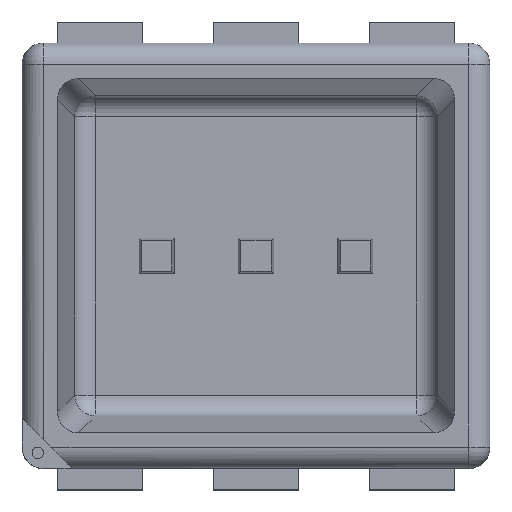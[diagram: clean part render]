
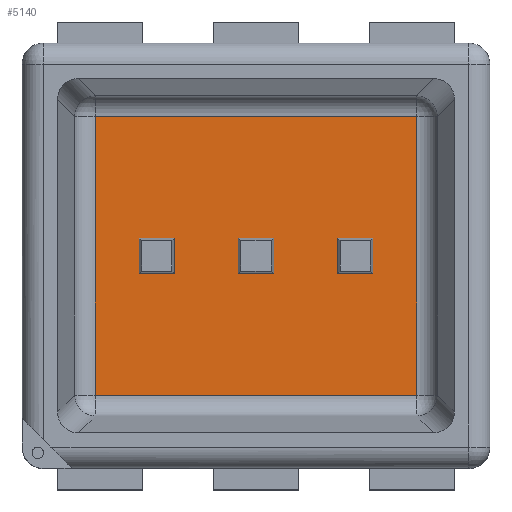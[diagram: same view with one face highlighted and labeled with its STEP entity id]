
A CAD part, top view. The second image highlights one B-rep face of the part: STEP entity #5140.
In plain terms, the highlighted planar face has unit normal (0, 0, 1).
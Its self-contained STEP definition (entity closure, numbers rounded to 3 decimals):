
#11 = LINE ( 'NONE', #3343, #133 ) ;
#92 = LINE ( 'NONE', #2827, #2243 ) ;
#118 = CARTESIAN_POINT ( 'NONE',  ( 2.783, 0.517, 1. ) ) ;
#124 = DIRECTION ( 'NONE',  ( 1., 0., 0. ) ) ;
#133 = VECTOR ( 'NONE', #3757, 1000. ) ;
#171 = CARTESIAN_POINT ( 'NONE',  ( 1.525, 1.625, 1. ) ) ;
#227 = VERTEX_POINT ( 'NONE', #171 ) ;
#275 = VERTEX_POINT ( 'NONE', #4447 ) ;
#282 = DIRECTION ( 'NONE',  ( 0., -1., 0. ) ) ;
#355 = DIRECTION ( 'NONE',  ( 0., 0., 1. ) ) ;
#394 = EDGE_CURVE ( 'NONE', #3354, #763, #92, .T. ) ;
#491 = CARTESIAN_POINT ( 'NONE',  ( 2.225, 1.375, 1. ) ) ;
#550 = VERTEX_POINT ( 'NONE', #491 ) ;
#651 = DIRECTION ( 'NONE',  ( 0., 1., 0. ) ) ;
#676 = EDGE_LOOP ( 'NONE', ( #4148, #1867, #2712, #3715 ) ) ;
#692 = CARTESIAN_POINT ( 'NONE',  ( 2.783, 0., 1. ) ) ;
#728 = EDGE_CURVE ( 'NONE', #227, #791, #2113, .T. ) ;
#761 = LINE ( 'NONE', #3066, #3171 ) ;
#763 = VERTEX_POINT ( 'NONE', #4663 ) ;
#789 = VECTOR ( 'NONE', #124, 1000. ) ;
#791 = VERTEX_POINT ( 'NONE', #1047 ) ;
#813 = VECTOR ( 'NONE', #282, 1000. ) ;
#826 = LINE ( 'NONE', #5212, #2465 ) ;
#872 = ORIENTED_EDGE ( 'NONE', *, *, #4462, .F. ) ;
#943 = CARTESIAN_POINT ( 'NONE',  ( 0.825, 1.375, 1. ) ) ;
#948 = FACE_BOUND ( 'NONE', #2865, .T. ) ;
#961 = VECTOR ( 'NONE', #1197, 1000. ) ;
#982 = CARTESIAN_POINT ( 'NONE',  ( 2.475, 1.625, 1. ) ) ;
#986 = ORIENTED_EDGE ( 'NONE', *, *, #1809, .F. ) ;
#1037 = DIRECTION ( 'NONE',  ( -1., 0., 0. ) ) ;
#1047 = CARTESIAN_POINT ( 'NONE',  ( 1.525, 1.375, 1. ) ) ;
#1073 = FACE_OUTER_BOUND ( 'NONE', #676, .T. ) ;
#1172 = LINE ( 'NONE', #1766, #789 ) ;
#1197 = DIRECTION ( 'NONE',  ( 0., -1., 0. ) ) ;
#1233 = VECTOR ( 'NONE', #3746, 1000. ) ;
#1324 = EDGE_CURVE ( 'NONE', #550, #1786, #3625, .T. ) ;
#1325 = LINE ( 'NONE', #2700, #813 ) ;
#1432 = VERTEX_POINT ( 'NONE', #2817 ) ;
#1462 = ORIENTED_EDGE ( 'NONE', *, *, #2428, .F. ) ;
#1579 = EDGE_CURVE ( 'NONE', #3088, #4924, #11, .T. ) ;
#1634 = ORIENTED_EDGE ( 'NONE', *, *, #4785, .F. ) ;
#1652 = EDGE_CURVE ( 'NONE', #763, #2242, #4864, .T. ) ;
#1729 = CARTESIAN_POINT ( 'NONE',  ( 2.783, 2.483, 1. ) ) ;
#1740 = CARTESIAN_POINT ( 'NONE',  ( 0.825, 1.625, 1. ) ) ;
#1766 = CARTESIAN_POINT ( 'NONE',  ( 1.525, 1.375, 1. ) ) ;
#1786 = VERTEX_POINT ( 'NONE', #5046 ) ;
#1809 = EDGE_CURVE ( 'NONE', #1432, #3531, #761, .T. ) ;
#1823 = VECTOR ( 'NONE', #2521, 1000. ) ;
#1867 = ORIENTED_EDGE ( 'NONE', *, *, #2214, .T. ) ;
#1925 = VECTOR ( 'NONE', #4378, 1000. ) ;
#1929 = DIRECTION ( 'NONE',  ( 0., 1., 0. ) ) ;
#1955 = CARTESIAN_POINT ( 'NONE',  ( 0., 0., 1. ) ) ;
#2026 = FACE_BOUND ( 'NONE', #5028, .T. ) ;
#2044 = LINE ( 'NONE', #4419, #961 ) ;
#2113 = LINE ( 'NONE', #3852, #4026 ) ;
#2151 = FACE_BOUND ( 'NONE', #2319, .T. ) ;
#2192 = VERTEX_POINT ( 'NONE', #1729 ) ;
#2214 = EDGE_CURVE ( 'NONE', #2192, #3354, #5031, .T. ) ;
#2242 = VERTEX_POINT ( 'NONE', #118 ) ;
#2243 = VECTOR ( 'NONE', #5211, 1000. ) ;
#2255 = VERTEX_POINT ( 'NONE', #2971 ) ;
#2285 = LINE ( 'NONE', #3487, #3356 ) ;
#2292 = VECTOR ( 'NONE', #3581, 1000. ) ;
#2299 = LINE ( 'NONE', #2517, #1233 ) ;
#2319 = EDGE_LOOP ( 'NONE', ( #2949, #2707, #2945, #1634 ) ) ;
#2428 = EDGE_CURVE ( 'NONE', #1786, #1432, #3159, .T. ) ;
#2442 = CARTESIAN_POINT ( 'NONE',  ( 2.225, 1.625, 1. ) ) ;
#2465 = VECTOR ( 'NONE', #4407, 1000. ) ;
#2517 = CARTESIAN_POINT ( 'NONE',  ( 1.525, 1.625, 1. ) ) ;
#2521 = DIRECTION ( 'NONE',  ( -1., 0., 0. ) ) ;
#2531 = ORIENTED_EDGE ( 'NONE', *, *, #2665, .F. ) ;
#2572 = DIRECTION ( 'NONE',  ( 1., 0., 0. ) ) ;
#2665 = EDGE_CURVE ( 'NONE', #3531, #550, #1325, .T. ) ;
#2697 = ORIENTED_EDGE ( 'NONE', *, *, #3306, .F. ) ;
#2700 = CARTESIAN_POINT ( 'NONE',  ( 2.225, 1.625, 1. ) ) ;
#2707 = ORIENTED_EDGE ( 'NONE', *, *, #728, .F. ) ;
#2712 = ORIENTED_EDGE ( 'NONE', *, *, #394, .T. ) ;
#2722 = VECTOR ( 'NONE', #2572, 1000. ) ;
#2817 = CARTESIAN_POINT ( 'NONE',  ( 2.475, 1.625, 1. ) ) ;
#2827 = CARTESIAN_POINT ( 'NONE',  ( 0.517, 0., 1. ) ) ;
#2865 = EDGE_LOOP ( 'NONE', ( #2531, #986, #1462, #5132 ) ) ;
#2945 = ORIENTED_EDGE ( 'NONE', *, *, #4282, .F. ) ;
#2949 = ORIENTED_EDGE ( 'NONE', *, *, #3650, .F. ) ;
#2971 = CARTESIAN_POINT ( 'NONE',  ( 1.775, 1.375, 1. ) ) ;
#3054 = VERTEX_POINT ( 'NONE', #1740 ) ;
#3066 = CARTESIAN_POINT ( 'NONE',  ( 2.225, 1.625, 1. ) ) ;
#3088 = VERTEX_POINT ( 'NONE', #943 ) ;
#3091 = VERTEX_POINT ( 'NONE', #4576 ) ;
#3159 = LINE ( 'NONE', #982, #5154 ) ;
#3171 = VECTOR ( 'NONE', #1037, 1000. ) ;
#3185 = DIRECTION ( 'NONE',  ( 1., 0., 0. ) ) ;
#3189 = LINE ( 'NONE', #692, #4133 ) ;
#3306 = EDGE_CURVE ( 'NONE', #3091, #3054, #5008, .T. ) ;
#3343 = CARTESIAN_POINT ( 'NONE',  ( 0.825, 1.375, 1. ) ) ;
#3354 = VERTEX_POINT ( 'NONE', #5181 ) ;
#3356 = VECTOR ( 'NONE', #651, 1000. ) ;
#3486 = ORIENTED_EDGE ( 'NONE', *, *, #5177, .F. ) ;
#3487 = CARTESIAN_POINT ( 'NONE',  ( 1.775, 1.625, 1. ) ) ;
#3490 = ORIENTED_EDGE ( 'NONE', *, *, #1579, .F. ) ;
#3531 = VERTEX_POINT ( 'NONE', #2442 ) ;
#3581 = DIRECTION ( 'NONE',  ( 1., 0., 0. ) ) ;
#3625 = LINE ( 'NONE', #3994, #2292 ) ;
#3650 = EDGE_CURVE ( 'NONE', #791, #2255, #1172, .T. ) ;
#3715 = ORIENTED_EDGE ( 'NONE', *, *, #1652, .T. ) ;
#3746 = DIRECTION ( 'NONE',  ( -1., 0., 0. ) ) ;
#3752 = CARTESIAN_POINT ( 'NONE',  ( 0., 2.483, 1. ) ) ;
#3757 = DIRECTION ( 'NONE',  ( 1., 0., 0. ) ) ;
#3819 = DIRECTION ( 'NONE',  ( 0., 1., 0. ) ) ;
#3852 = CARTESIAN_POINT ( 'NONE',  ( 1.525, 1.625, 1. ) ) ;
#3973 = CARTESIAN_POINT ( 'NONE',  ( 1.075, 1.375, 1. ) ) ;
#3978 = CARTESIAN_POINT ( 'NONE',  ( 0.825, 1.625, 1. ) ) ;
#3994 = CARTESIAN_POINT ( 'NONE',  ( 2.225, 1.375, 1. ) ) ;
#4026 = VECTOR ( 'NONE', #4648, 1000. ) ;
#4133 = VECTOR ( 'NONE', #1929, 1000. ) ;
#4148 = ORIENTED_EDGE ( 'NONE', *, *, #4393, .T. ) ;
#4282 = EDGE_CURVE ( 'NONE', #275, #227, #2299, .T. ) ;
#4376 = AXIS2_PLACEMENT_3D ( 'NONE', #1955, #355, #3185 ) ;
#4378 = DIRECTION ( 'NONE',  ( -1., 0., 0. ) ) ;
#4393 = EDGE_CURVE ( 'NONE', #2242, #2192, #3189, .T. ) ;
#4407 = DIRECTION ( 'NONE',  ( 0., 1., 0. ) ) ;
#4419 = CARTESIAN_POINT ( 'NONE',  ( 0.825, 1.625, 1. ) ) ;
#4447 = CARTESIAN_POINT ( 'NONE',  ( 1.775, 1.625, 1. ) ) ;
#4462 = EDGE_CURVE ( 'NONE', #3054, #3088, #2044, .T. ) ;
#4576 = CARTESIAN_POINT ( 'NONE',  ( 1.075, 1.625, 1. ) ) ;
#4648 = DIRECTION ( 'NONE',  ( 0., -1., 0. ) ) ;
#4663 = CARTESIAN_POINT ( 'NONE',  ( 0.517, 0.517, 1. ) ) ;
#4785 = EDGE_CURVE ( 'NONE', #2255, #275, #2285, .T. ) ;
#4864 = LINE ( 'NONE', #4973, #2722 ) ;
#4924 = VERTEX_POINT ( 'NONE', #3973 ) ;
#4973 = CARTESIAN_POINT ( 'NONE',  ( 0., 0.517, 1. ) ) ;
#5008 = LINE ( 'NONE', #3978, #1925 ) ;
#5028 = EDGE_LOOP ( 'NONE', ( #3490, #872, #2697, #3486 ) ) ;
#5031 = LINE ( 'NONE', #3752, #1823 ) ;
#5046 = CARTESIAN_POINT ( 'NONE',  ( 2.475, 1.375, 1. ) ) ;
#5132 = ORIENTED_EDGE ( 'NONE', *, *, #1324, .F. ) ;
#5140 = ADVANCED_FACE ( 'NONE', ( #2026, #1073, #2151, #948 ), #5171, .T. ) ;
#5154 = VECTOR ( 'NONE', #3819, 1000. ) ;
#5171 = PLANE ( 'NONE',  #4376 ) ;
#5177 = EDGE_CURVE ( 'NONE', #4924, #3091, #826, .T. ) ;
#5181 = CARTESIAN_POINT ( 'NONE',  ( 0.517, 2.483, 1. ) ) ;
#5211 = DIRECTION ( 'NONE',  ( 0., -1., 0. ) ) ;
#5212 = CARTESIAN_POINT ( 'NONE',  ( 1.075, 1.625, 1. ) ) ;
